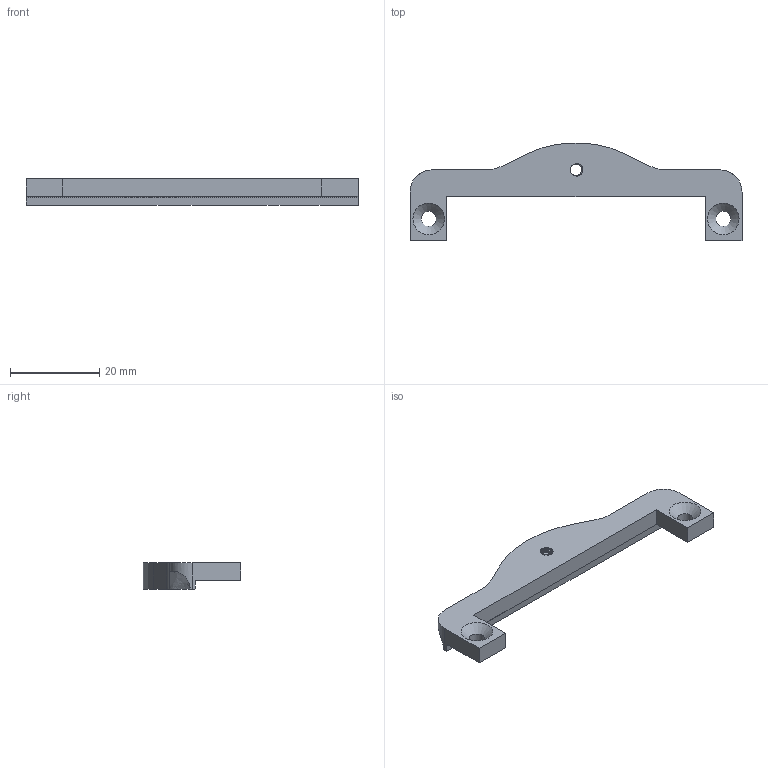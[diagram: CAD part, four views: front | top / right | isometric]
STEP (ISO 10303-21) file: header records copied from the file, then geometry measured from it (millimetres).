
FILE_DESCRIPTION(('FreeCAD Model'),'2;1');
FILE_NAME('Open CASCADE Shape Model','2024-02-23T19:54:36',(''),(''), 'Open CASCADE STEP processor 7.6','FreeCAD','Unknown');
FILE_SCHEMA(('AUTOMOTIVE_DESIGN { 1 0 10303 214 1 1 1 1 }'));
Length unit declared in the file: millimetre
Products named in the file (1): Pocket053032720
Bounding box: 74.4 x 21.94 x 6 mm (x, y, z)
Volume: 3563.7 mm3; surface area: 2620.4 mm2
Topology: 1 solids, 1 shells, 70 faces, 180 edges, 112 vertices
Faces by surface type: bspline 38, plane 17, cylinder 12, cone 3
Full cylindrical faces by diameter (mm): 3.4 x2
Entity records: 13215 total; most frequent: CARTESIAN_POINT 10127, DIRECTION 369, ORIENTED_EDGE 360, PCURVE 360, DEFINITIONAL_REPRESENTATION 360, B_SPLINE_CURVE_WITH_KNOTS 262, LINE 231, VECTOR 231
